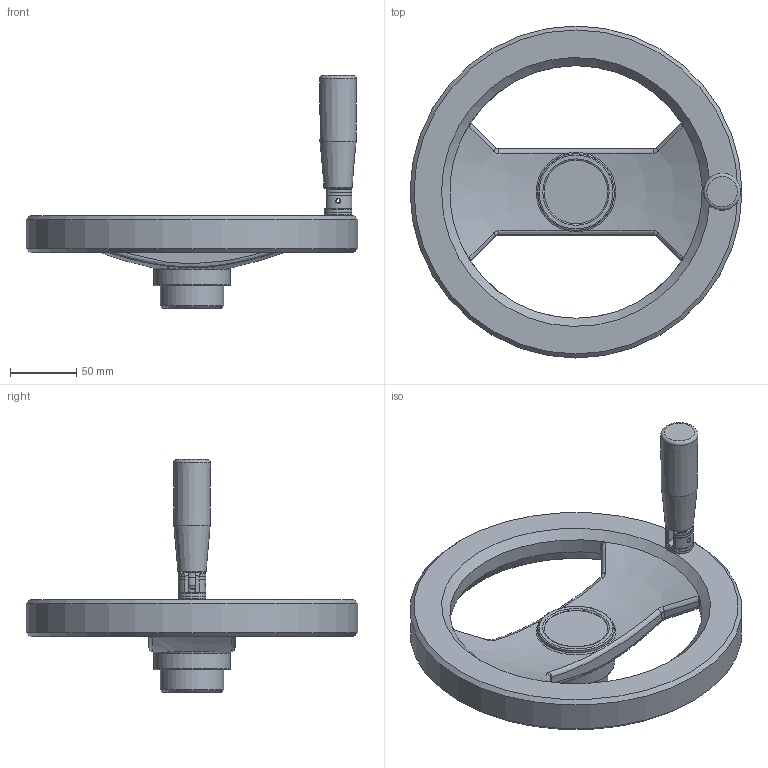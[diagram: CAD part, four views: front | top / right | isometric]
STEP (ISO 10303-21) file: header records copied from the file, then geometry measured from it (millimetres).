
FILE_DESCRIPTION( ( 'Unknown' ), '1' );
FILE_NAME( '6154015_VR2_250-MR.stp', 'Unknown', ( 'Unknown' ), ( 'Unknown' ), 'PSStep 10.0', 'Unknown', ' ' );
FILE_SCHEMA( ( 'automotive_design' ) );
Length unit declared in the file: millimetre
Products named in the file (3): 1831029
Bounding box: 250 x 250 x 175.5 mm (x, y, z)
Volume: 828768.3 mm3; surface area: 124804.8 mm2
Topology: 3 solids, 4 shells, 185 faces, 447 edges, 271 vertices
Faces by surface type: plane 62, cylinder 46, bspline 36, cone 30, torus 10, sphere 1
Full cylindrical faces by diameter (mm): 3.2 x2, 3.5 x1, 4.917 x1, 5.422 x1, 6 x1, 6.95 x1, 7.03 x1, 8 x1, 8.17 x1, 8.3 x1, 9.3 x1, 11 x1, 11.52 x1, 11.538 x1, 12 x1, 13 x1, 13.076 x1, 21 x2, 38 x1, 48 x2, 57.7 x1, 58 x1, 250 x1
Entity records: 11848 total; most frequent: CARTESIAN_POINT 6674, DIRECTION 713, ORIENTED_EDGE 712, EDGE_CURVE 356, AXIS2_PLACEMENT_3D 309, EDGE_LOOP 265, VERTEX_POINT 242, FACE_OUTER_BOUND 221
